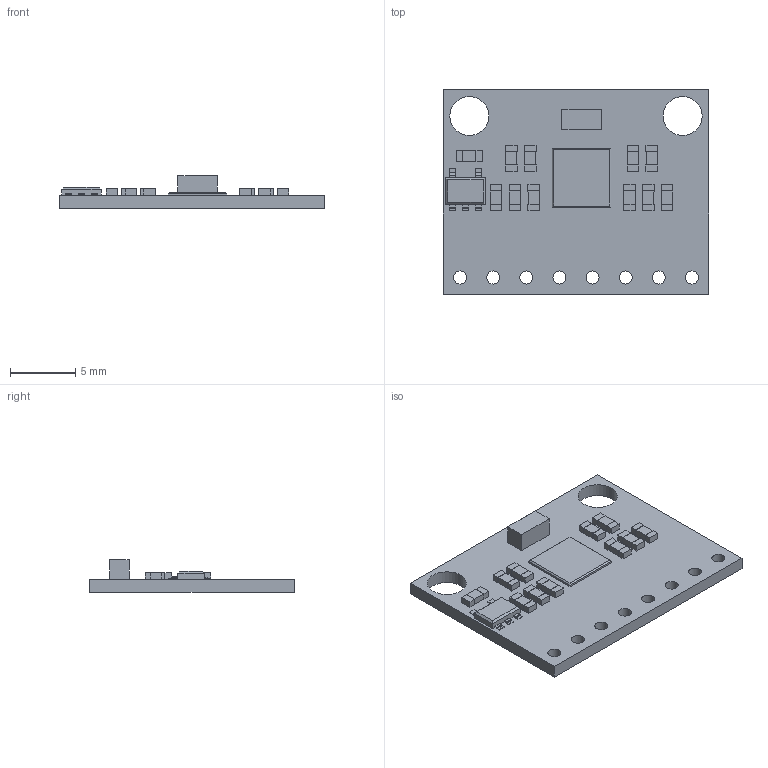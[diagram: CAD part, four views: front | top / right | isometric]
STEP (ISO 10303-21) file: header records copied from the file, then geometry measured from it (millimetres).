
FILE_DESCRIPTION(/* description */ ('','CAx-IF Rec.Pracs.---Representation and Presentation of Product Manufacturing Information (PMI)---4.0---2014-10-13'),/* implementation_level */ '2;1');
FILE_NAME(/* name */ 'GY-521_(MPU-6050).step',/* time_stamp */ '2025-03-05T01:25:09-05:00',/* author */ (''),/* organization */ (''),/* preprocessor_version */ 'ST-DEVELOPER v20',/* originating_system */ 'Autodesk Translation Framework v13.20.0.188',/* authorisation */ '');
FILE_SCHEMA (('AP242_MANAGED_MODEL_BASED_3D_ENGINEERING_MIM_LF { 1 0 10303 442 1 1 4 }'));
Length unit declared in the file: millimetre
Products named in the file (1): GY-521 (MPU-6050)
Bounding box: 20.35 x 15.65 x 2.5 mm (x, y, z)
Volume: 323 mm3; surface area: 768.5 mm2
Topology: 1 solids, 1 shells, 242 faces, 670 edges, 444 vertices
Faces by surface type: plane 212, cylinder 30
Full cylindrical faces by diameter (mm): 1 x8, 3 x2
Entity records: 7905 total; most frequent: CARTESIAN_POINT 1357, ORIENTED_EDGE 1340, DIRECTION 1216, EDGE_CURVE 670, LINE 610, VECTOR 610, VERTEX_POINT 444, AXIS2_PLACEMENT_3D 303
